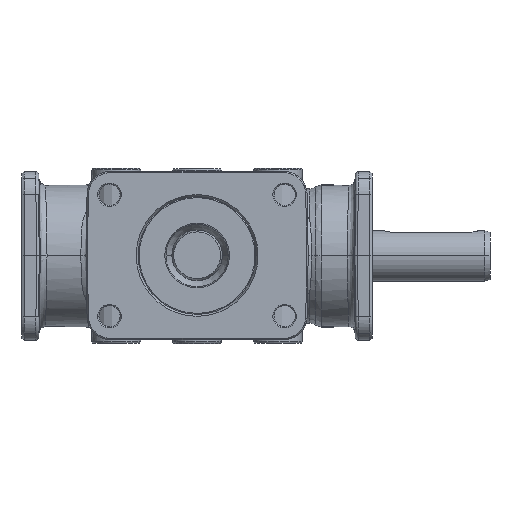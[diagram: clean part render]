
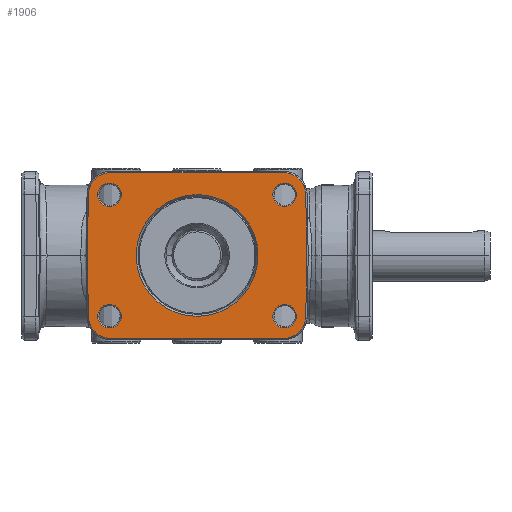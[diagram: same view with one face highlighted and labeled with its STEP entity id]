
A CAD part, top view. The second image highlights one B-rep face of the part: STEP entity #1906.
In plain terms, the highlighted planar face has unit normal (0, 0, 1).
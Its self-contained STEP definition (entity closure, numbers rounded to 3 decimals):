
#1906=ADVANCED_FACE('',(#5555,#5556,#5557,#5558,#5559,#5560),#5561,.T.);
#5555=FACE_OUTER_BOUND('',#10625,.T.);
#5556=FACE_BOUND('',#10626,.T.);
#5557=FACE_BOUND('',#10627,.T.);
#5558=FACE_BOUND('',#10628,.T.);
#5559=FACE_BOUND('',#10629,.T.);
#5560=FACE_BOUND('',#10630,.T.);
#5561=PLANE('',#10631);
#10625=EDGE_LOOP('',(#48918,#48919,#48920,#48921,#48922,#48923,#48924,#48925,#48926,#48927,#48928,#48929,#48930,#48931));
#10626=EDGE_LOOP('',(#48932,#48933));
#10627=EDGE_LOOP('',(#48934,#48935));
#10628=EDGE_LOOP('',(#48936,#48937));
#10629=EDGE_LOOP('',(#48938,#48939));
#10630=EDGE_LOOP('',(#48940,#48941));
#10631=AXIS2_PLACEMENT_3D('',#48942,#48943,#48944);
#48918=ORIENTED_EDGE('',*,*,#57059,.F.);
#48919=ORIENTED_EDGE('',*,*,#56745,.F.);
#48920=ORIENTED_EDGE('',*,*,#57060,.F.);
#48921=ORIENTED_EDGE('',*,*,#57061,.F.);
#48922=ORIENTED_EDGE('',*,*,#57062,.F.);
#48923=ORIENTED_EDGE('',*,*,#56749,.F.);
#48924=ORIENTED_EDGE('',*,*,#57063,.F.);
#48925=ORIENTED_EDGE('',*,*,#57064,.F.);
#48926=ORIENTED_EDGE('',*,*,#56088,.F.);
#48927=ORIENTED_EDGE('',*,*,#57065,.F.);
#48928=ORIENTED_EDGE('',*,*,#57066,.F.);
#48929=ORIENTED_EDGE('',*,*,#57067,.F.);
#48930=ORIENTED_EDGE('',*,*,#56092,.F.);
#48931=ORIENTED_EDGE('',*,*,#57068,.F.);
#48932=ORIENTED_EDGE('',*,*,#57069,.F.);
#48933=ORIENTED_EDGE('',*,*,#55823,.F.);
#48934=ORIENTED_EDGE('',*,*,#57070,.F.);
#48935=ORIENTED_EDGE('',*,*,#55833,.F.);
#48936=ORIENTED_EDGE('',*,*,#57071,.F.);
#48937=ORIENTED_EDGE('',*,*,#55843,.F.);
#48938=ORIENTED_EDGE('',*,*,#57072,.F.);
#48939=ORIENTED_EDGE('',*,*,#55853,.F.);
#48940=ORIENTED_EDGE('',*,*,#57056,.F.);
#48941=ORIENTED_EDGE('',*,*,#56788,.F.);
#48942=CARTESIAN_POINT('',(0.,0.,90.0));
#48943=DIRECTION('',(0.0,0.0,1.0));
#48944=DIRECTION('',(1.0,-0.0,0.0));
#55823=EDGE_CURVE('',#59978,#59980,#59981,.T.);
#55833=EDGE_CURVE('',#59994,#59996,#59997,.T.);
#55843=EDGE_CURVE('',#60010,#60012,#60013,.T.);
#55853=EDGE_CURVE('',#60026,#60028,#60029,.T.);
#56088=EDGE_CURVE('',#60428,#60430,#60431,.T.);
#56092=EDGE_CURVE('',#60434,#60436,#60437,.T.);
#56745=EDGE_CURVE('',#61620,#61622,#61623,.T.);
#56749=EDGE_CURVE('',#61626,#61628,#61629,.T.);
#56788=EDGE_CURVE('',#61689,#61691,#61692,.T.);
#57056=EDGE_CURVE('',#61691,#61689,#62059,.T.);
#57059=EDGE_CURVE('',#61622,#62062,#62063,.T.);
#57060=EDGE_CURVE('',#62064,#61620,#62065,.T.);
#57061=EDGE_CURVE('',#62066,#62064,#62067,.T.);
#57062=EDGE_CURVE('',#61628,#62066,#62068,.T.);
#57063=EDGE_CURVE('',#62069,#61626,#62070,.T.);
#57064=EDGE_CURVE('',#60430,#62069,#62071,.T.);
#57065=EDGE_CURVE('',#62072,#60428,#62073,.T.);
#57066=EDGE_CURVE('',#62074,#62072,#62075,.T.);
#57067=EDGE_CURVE('',#60436,#62074,#62076,.T.);
#57068=EDGE_CURVE('',#62062,#60434,#62077,.T.);
#57069=EDGE_CURVE('',#59980,#59978,#62078,.T.);
#57070=EDGE_CURVE('',#59996,#59994,#62079,.T.);
#57071=EDGE_CURVE('',#60012,#60010,#62080,.T.);
#57072=EDGE_CURVE('',#60028,#60026,#62081,.T.);
#59978=VERTEX_POINT('',#66254);
#59980=VERTEX_POINT('',#66257);
#59981=CIRCLE('',#66258,3.496);
#59994=VERTEX_POINT('',#66274);
#59996=VERTEX_POINT('',#66277);
#59997=CIRCLE('',#66278,3.496);
#60010=VERTEX_POINT('',#66294);
#60012=VERTEX_POINT('',#66297);
#60013=CIRCLE('',#66298,3.496);
#60026=VERTEX_POINT('',#66314);
#60028=VERTEX_POINT('',#66317);
#60029=CIRCLE('',#66318,3.496);
#60428=VERTEX_POINT('',#67143);
#60430=VERTEX_POINT('',#67146);
#60431=CIRCLE('',#67147,6.596);
#60434=VERTEX_POINT('',#67151);
#60436=VERTEX_POINT('',#67154);
#60437=CIRCLE('',#67155,6.596);
#61620=VERTEX_POINT('',#71047);
#61622=VERTEX_POINT('',#71050);
#61623=CIRCLE('',#71051,6.596);
#61626=VERTEX_POINT('',#71055);
#61628=VERTEX_POINT('',#71058);
#61629=CIRCLE('',#71059,6.596);
#61689=VERTEX_POINT('',#71136);
#61691=VERTEX_POINT('',#71139);
#61692=CIRCLE('',#71140,18.077);
#62059=CIRCLE('',#71828,18.077);
#62062=VERTEX_POINT('',#71831);
#62063=LINE('',#71832,#71833);
#62064=VERTEX_POINT('',#71834);
#62065=CIRCLE('',#71835,6.596);
#62066=VERTEX_POINT('',#71836);
#62067=LINE('',#71837,#71838);
#62068=LINE('',#71839,#71840);
#62069=VERTEX_POINT('',#71841);
#62070=CIRCLE('',#71842,6.596);
#62071=LINE('',#71843,#71844);
#62072=VERTEX_POINT('',#71845);
#62073=CIRCLE('',#71846,6.596);
#62074=VERTEX_POINT('',#71847);
#62075=LINE('',#71848,#71849);
#62076=LINE('',#71850,#71851);
#62077=CIRCLE('',#71852,6.596);
#62078=CIRCLE('',#71853,3.496);
#62079=CIRCLE('',#71854,3.496);
#62080=CIRCLE('',#71855,3.496);
#62081=CIRCLE('',#71856,3.496);
#66254=CARTESIAN_POINT('',(-29.496,18.0,90.0));
#66257=CARTESIAN_POINT('',(-22.504,18.0,90.0));
#66258=AXIS2_PLACEMENT_3D('',#83124,#83125,#83126);
#66274=CARTESIAN_POINT('',(22.504,18.0,90.0));
#66277=CARTESIAN_POINT('',(29.496,18.0,90.0));
#66278=AXIS2_PLACEMENT_3D('',#83140,#83141,#83142);
#66294=CARTESIAN_POINT('',(22.504,-18.0,90.0));
#66297=CARTESIAN_POINT('',(29.496,-18.0,90.0));
#66298=AXIS2_PLACEMENT_3D('',#83156,#83157,#83158);
#66314=CARTESIAN_POINT('',(-29.496,-18.0,90.0));
#66317=CARTESIAN_POINT('',(-22.504,-18.0,90.0));
#66318=AXIS2_PLACEMENT_3D('',#83172,#83173,#83174);
#67143=CARTESIAN_POINT('',(30.308,-22.705,90.0));
#67146=CARTESIAN_POINT('',(25.685,-24.596,90.0));
#67147=AXIS2_PLACEMENT_3D('',#83513,#83514,#83515);
#67151=CARTESIAN_POINT('',(30.308,22.705,90.0));
#67154=CARTESIAN_POINT('',(32.28,18.115,90.0));
#67155=AXIS2_PLACEMENT_3D('',#83518,#83519,#83520);
#71047=CARTESIAN_POINT('',(-30.308,22.705,90.0));
#71050=CARTESIAN_POINT('',(-25.685,24.596,90.0));
#71051=AXIS2_PLACEMENT_3D('',#84110,#84111,#84112);
#71055=CARTESIAN_POINT('',(-30.308,-22.705,90.0));
#71058=CARTESIAN_POINT('',(-32.28,-18.115,90.0));
#71059=AXIS2_PLACEMENT_3D('',#84115,#84116,#84117);
#71136=CARTESIAN_POINT('',(-18.077,0.,90.0));
#71139=CARTESIAN_POINT('',(18.077,0.,90.0));
#71140=AXIS2_PLACEMENT_3D('',#84169,#84170,#84171);
#71828=AXIS2_PLACEMENT_3D('',#84502,#84503,#84504);
#71831=CARTESIAN_POINT('',(25.685,24.596,90.0));
#71832=CARTESIAN_POINT('',(-25.685,24.596,90.0));
#71833=VECTOR('',#84505,51.369);
#71834=CARTESIAN_POINT('',(-32.28,18.115,90.0));
#71835=AXIS2_PLACEMENT_3D('',#84506,#84507,#84508);
#71836=CARTESIAN_POINT('',(-32.596,0.,90.0));
#71837=CARTESIAN_POINT('',(-32.596,0.,90.0));
#71838=VECTOR('',#84509,18.118);
#71839=CARTESIAN_POINT('',(-32.28,-18.115,90.0));
#71840=VECTOR('',#84510,18.118);
#71841=CARTESIAN_POINT('',(-25.685,-24.596,90.0));
#71842=AXIS2_PLACEMENT_3D('',#84511,#84512,#84513);
#71843=CARTESIAN_POINT('',(25.685,-24.596,90.0));
#71844=VECTOR('',#84514,51.369);
#71845=CARTESIAN_POINT('',(32.28,-18.115,90.0));
#71846=AXIS2_PLACEMENT_3D('',#84515,#84516,#84517);
#71847=CARTESIAN_POINT('',(32.596,0.,90.0));
#71848=CARTESIAN_POINT('',(32.596,0.,90.0));
#71849=VECTOR('',#84518,18.118);
#71850=CARTESIAN_POINT('',(32.28,18.115,90.0));
#71851=VECTOR('',#84519,18.118);
#71852=AXIS2_PLACEMENT_3D('',#84520,#84521,#84522);
#71853=AXIS2_PLACEMENT_3D('',#84523,#84524,#84525);
#71854=AXIS2_PLACEMENT_3D('',#84526,#84527,#84528);
#71855=AXIS2_PLACEMENT_3D('',#84529,#84530,#84531);
#71856=AXIS2_PLACEMENT_3D('',#84532,#84533,#84534);
#83124=CARTESIAN_POINT('',(-26.0,18.0,90.0));
#83125=DIRECTION('',(0.0,0.0,1.0));
#83126=DIRECTION('',(-1.0,0.0,0.0));
#83140=CARTESIAN_POINT('',(26.0,18.0,90.0));
#83141=DIRECTION('',(0.0,0.0,1.0));
#83142=DIRECTION('',(-1.0,0.0,0.0));
#83156=CARTESIAN_POINT('',(26.0,-18.0,90.0));
#83157=DIRECTION('',(0.0,0.0,1.0));
#83158=DIRECTION('',(-1.0,0.0,0.0));
#83172=CARTESIAN_POINT('',(-26.0,-18.0,90.0));
#83173=DIRECTION('',(0.0,0.0,1.0));
#83174=DIRECTION('',(-1.0,0.0,0.0));
#83513=CARTESIAN_POINT('',(25.685,-18.0,90.0));
#83514=DIRECTION('',(0.0,0.0,-1.0));
#83515=DIRECTION('',(0.701,-0.713,0.0));
#83518=CARTESIAN_POINT('',(25.685,18.0,90.0));
#83519=DIRECTION('',(0.0,0.0,-1.0));
#83520=DIRECTION('',(0.701,0.713,0.0));
#84110=CARTESIAN_POINT('',(-25.685,18.0,90.0));
#84111=DIRECTION('',(0.0,0.0,-1.0));
#84112=DIRECTION('',(-0.701,0.713,0.0));
#84115=CARTESIAN_POINT('',(-25.685,-18.0,90.0));
#84116=DIRECTION('',(-0.0,0.0,-1.0));
#84117=DIRECTION('',(-0.701,-0.713,0.0));
#84169=CARTESIAN_POINT('',(0.0,0.0,90.0));
#84170=DIRECTION('',(0.0,0.0,1.0));
#84171=DIRECTION('',(-1.0,0.0,0.0));
#84502=CARTESIAN_POINT('',(0.0,0.0,90.0));
#84503=DIRECTION('',(0.0,0.0,1.0));
#84504=DIRECTION('',(-1.0,0.0,0.0));
#84505=DIRECTION('',(1.0,0.0,0.0));
#84506=CARTESIAN_POINT('',(-25.685,18.0,90.0));
#84507=DIRECTION('',(0.0,0.0,-1.0));
#84508=DIRECTION('',(-0.701,0.713,0.0));
#84509=DIRECTION('',(0.017,1.,0.0));
#84510=DIRECTION('',(-0.017,1.,0.0));
#84511=CARTESIAN_POINT('',(-25.685,-18.0,90.0));
#84512=DIRECTION('',(-0.0,0.0,-1.0));
#84513=DIRECTION('',(-0.701,-0.713,0.0));
#84514=DIRECTION('',(-1.0,0.0,0.0));
#84515=CARTESIAN_POINT('',(25.685,-18.0,90.0));
#84516=DIRECTION('',(0.0,0.0,-1.0));
#84517=DIRECTION('',(0.701,-0.713,0.0));
#84518=DIRECTION('',(-0.017,-1.,0.0));
#84519=DIRECTION('',(0.017,-1.,0.0));
#84520=CARTESIAN_POINT('',(25.685,18.0,90.0));
#84521=DIRECTION('',(0.0,0.0,-1.0));
#84522=DIRECTION('',(0.701,0.713,0.0));
#84523=CARTESIAN_POINT('',(-26.0,18.0,90.0));
#84524=DIRECTION('',(0.0,0.0,1.0));
#84525=DIRECTION('',(-1.0,0.0,0.0));
#84526=CARTESIAN_POINT('',(26.0,18.0,90.0));
#84527=DIRECTION('',(0.0,0.0,1.0));
#84528=DIRECTION('',(-1.0,0.0,0.0));
#84529=CARTESIAN_POINT('',(26.0,-18.0,90.0));
#84530=DIRECTION('',(0.0,0.0,1.0));
#84531=DIRECTION('',(-1.0,0.0,0.0));
#84532=CARTESIAN_POINT('',(-26.0,-18.0,90.0));
#84533=DIRECTION('',(0.0,0.0,1.0));
#84534=DIRECTION('',(-1.0,0.0,0.0));
